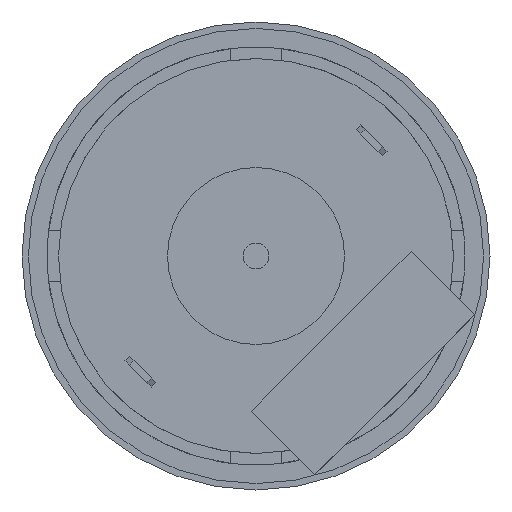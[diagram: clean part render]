
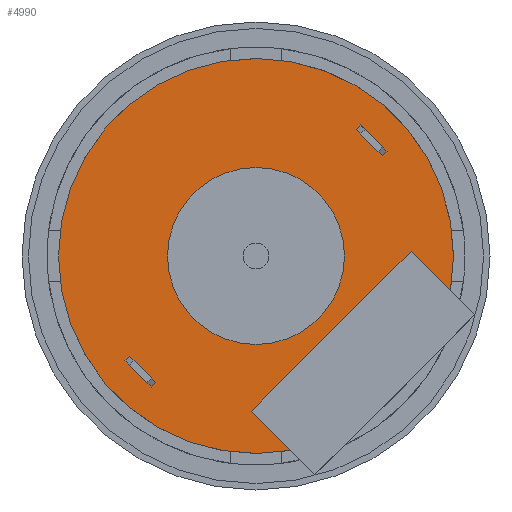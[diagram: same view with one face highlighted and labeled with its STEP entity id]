
A CAD part, front view. The second image highlights one B-rep face of the part: STEP entity #4990.
In plain terms, the highlighted planar face has unit normal (0, -1, 0).
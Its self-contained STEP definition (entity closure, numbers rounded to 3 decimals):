
#1040=CARTESIAN_POINT('',(8.491,-48.6,9.187));
#1041=VERTEX_POINT('',#1040);
#1049=CARTESIAN_POINT('',(9.187,-48.6,8.491));
#1050=VERTEX_POINT('',#1049);
#1066=CARTESIAN_POINT('',(9.541,-48.6,8.844));
#1067=VERTEX_POINT('',#1066);
#1075=CARTESIAN_POINT('',(8.844,-48.6,9.541));
#1076=VERTEX_POINT('',#1075);
#1196=CARTESIAN_POINT('',(-9.541,-48.6,-8.844));
#1197=VERTEX_POINT('',#1196);
#1205=CARTESIAN_POINT('',(-8.844,-48.6,-9.541));
#1206=VERTEX_POINT('',#1205);
#1222=CARTESIAN_POINT('',(-8.491,-48.6,-9.187));
#1223=VERTEX_POINT('',#1222);
#1231=CARTESIAN_POINT('',(-9.187,-48.6,-8.491));
#1232=VERTEX_POINT('',#1231);
#2412=CARTESIAN_POINT('',(9.864,-48.6,7.814));
#2413=VERTEX_POINT('',#2412);
#2420=CARTESIAN_POINT('',(10.218,-48.6,8.167));
#2421=VERTEX_POINT('',#2420);
#2422=CARTESIAN_POINT('',(10.218,-48.6,8.167));
#2423=DIRECTION('',(-0.707,0.,-0.707));
#2424=VECTOR('',#2423,0.5);
#2425=LINE('',#2422,#2424);
#2426=EDGE_CURVE('',#2421,#2413,#2425,.T.);
#2445=CARTESIAN_POINT('',(7.814,-48.6,9.864));
#2446=VERTEX_POINT('',#2445);
#2453=CARTESIAN_POINT('',(8.491,-48.6,9.187));
#2454=DIRECTION('',(-0.707,0.,0.707));
#2455=VECTOR('',#2454,0.958);
#2456=LINE('',#2453,#2455);
#2457=EDGE_CURVE('',#1041,#2446,#2456,.T.);
#2464=CARTESIAN_POINT('',(9.864,-48.6,7.814));
#2465=DIRECTION('',(-0.707,0.,0.707));
#2466=VECTOR('',#2465,0.958);
#2467=LINE('',#2464,#2466);
#2468=EDGE_CURVE('',#2413,#1050,#2467,.T.);
#2480=CARTESIAN_POINT('',(8.167,-48.6,10.218));
#2481=VERTEX_POINT('',#2480);
#2488=CARTESIAN_POINT('',(7.814,-48.6,9.864));
#2489=DIRECTION('',(0.707,0.,0.707));
#2490=VECTOR('',#2489,0.5);
#2491=LINE('',#2488,#2490);
#2492=EDGE_CURVE('',#2446,#2481,#2491,.T.);
#2507=CARTESIAN_POINT('',(9.541,-48.6,8.844));
#2508=DIRECTION('',(0.707,0.,-0.707));
#2509=VECTOR('',#2508,0.958);
#2510=LINE('',#2507,#2509);
#2511=EDGE_CURVE('',#1067,#2421,#2510,.T.);
#2518=CARTESIAN_POINT('',(8.167,-48.6,10.218));
#2519=DIRECTION('',(0.707,0.,-0.707));
#2520=VECTOR('',#2519,0.958);
#2521=LINE('',#2518,#2520);
#2522=EDGE_CURVE('',#2481,#1076,#2521,.T.);
#2534=CARTESIAN_POINT('',(-8.167,-48.6,-10.218));
#2535=VERTEX_POINT('',#2534);
#2542=CARTESIAN_POINT('',(-7.814,-48.6,-9.864));
#2543=VERTEX_POINT('',#2542);
#2544=CARTESIAN_POINT('',(-7.814,-48.6,-9.864));
#2545=DIRECTION('',(-0.707,0.,-0.707));
#2546=VECTOR('',#2545,0.5);
#2547=LINE('',#2544,#2546);
#2548=EDGE_CURVE('',#2543,#2535,#2547,.T.);
#2567=CARTESIAN_POINT('',(-10.218,-48.6,-8.167));
#2568=VERTEX_POINT('',#2567);
#2575=CARTESIAN_POINT('',(-9.541,-48.6,-8.844));
#2576=DIRECTION('',(-0.707,0.,0.707));
#2577=VECTOR('',#2576,0.958);
#2578=LINE('',#2575,#2577);
#2579=EDGE_CURVE('',#1197,#2568,#2578,.T.);
#2586=CARTESIAN_POINT('',(-8.167,-48.6,-10.218));
#2587=DIRECTION('',(-0.707,0.,0.707));
#2588=VECTOR('',#2587,0.958);
#2589=LINE('',#2586,#2588);
#2590=EDGE_CURVE('',#2535,#1206,#2589,.T.);
#2602=CARTESIAN_POINT('',(-9.864,-48.6,-7.814));
#2603=VERTEX_POINT('',#2602);
#2610=CARTESIAN_POINT('',(-10.218,-48.6,-8.167));
#2611=DIRECTION('',(0.707,0.,0.707));
#2612=VECTOR('',#2611,0.5);
#2613=LINE('',#2610,#2612);
#2614=EDGE_CURVE('',#2568,#2603,#2613,.T.);
#2629=CARTESIAN_POINT('',(-7.814,-48.6,-9.864));
#2630=DIRECTION('',(-0.707,0.,0.707));
#2631=VECTOR('',#2630,0.958);
#2632=LINE('',#2629,#2631);
#2633=EDGE_CURVE('',#2543,#1223,#2632,.T.);
#2640=CARTESIAN_POINT('',(-9.187,-48.6,-8.491));
#2641=DIRECTION('',(-0.707,0.,0.707));
#2642=VECTOR('',#2641,0.958);
#2643=LINE('',#2640,#2642);
#2644=EDGE_CURVE('',#1232,#2603,#2643,.T.);
#4811=CARTESIAN_POINT('',(-15.4,-48.6,0.));
#4812=VERTEX_POINT('',#4811);
#4819=CARTESIAN_POINT('',(15.159,-48.6,-2.714));
#4820=VERTEX_POINT('',#4819);
#4821=CARTESIAN_POINT('',(0.,-48.6,0.));
#4822=DIRECTION('',(0.984,0.,-0.176));
#4823=DIRECTION('',(0.,-1.,0.));
#4824=AXIS2_PLACEMENT_3D('',#4821,#4823,#4822);
#4825=CIRCLE('',#4824,15.4);
#4826=EDGE_CURVE('',#4820,#4812,#4825,.T.);
#4846=CARTESIAN_POINT('',(2.714,-48.6,-15.159));
#4847=VERTEX_POINT('',#4846);
#4855=CARTESIAN_POINT('',(0.,-48.6,0.));
#4856=DIRECTION('',(-1.,0.,0.));
#4857=DIRECTION('',(0.,-1.,0.));
#4858=AXIS2_PLACEMENT_3D('',#4855,#4857,#4856);
#4859=CIRCLE('',#4858,15.4);
#4860=EDGE_CURVE('',#4812,#4847,#4859,.T.);
#4872=CARTESIAN_POINT('',(-4.26,-48.6,0.));
#4873=VERTEX_POINT('',#4872);
#4880=CARTESIAN_POINT('',(0.,-48.6,0.));
#4881=DIRECTION('',(-1.,-0.,0.));
#4882=DIRECTION('',(0.,1.,0.));
#4883=AXIS2_PLACEMENT_3D('',#4880,#4882,#4881);
#4884=CIRCLE('',#4883,4.26);
#4885=EDGE_CURVE('',#4873,#4873,#4884,.T.);
#4916=CARTESIAN_POINT('',(0.832,-48.6,4.136));
#4917=DIRECTION('',(-1.,0.,0.));
#4918=DIRECTION('',(0.,-1.,0.));
#4919=AXIS2_PLACEMENT_3D('',#4916,#4918,#4917);
#4920=PLANE('',#4919);
#4921=ORIENTED_EDGE('',*,*,#4860,.T.);
#4922=CARTESIAN_POINT('',(-0.354,-48.6,-12.092));
#4923=VERTEX_POINT('',#4922);
#4924=CARTESIAN_POINT('',(-0.354,-48.6,-12.092));
#4925=DIRECTION('',(0.707,0.,-0.707));
#4926=VECTOR('',#4925,4.338);
#4927=LINE('',#4924,#4926);
#4928=EDGE_CURVE('',#4923,#4847,#4927,.T.);
#4929=ORIENTED_EDGE('',*,*,#4928,.F.);
#4930=CARTESIAN_POINT('',(12.092,-48.6,0.354));
#4931=VERTEX_POINT('',#4930);
#4932=CARTESIAN_POINT('',(12.092,-48.6,0.354));
#4933=DIRECTION('',(-0.707,0.,-0.707));
#4934=VECTOR('',#4933,17.6);
#4935=LINE('',#4932,#4934);
#4936=EDGE_CURVE('',#4931,#4923,#4935,.T.);
#4937=ORIENTED_EDGE('',*,*,#4936,.F.);
#4938=CARTESIAN_POINT('',(15.159,-48.6,-2.714));
#4939=DIRECTION('',(-0.707,0.,0.707));
#4940=VECTOR('',#4939,4.338);
#4941=LINE('',#4938,#4940);
#4942=EDGE_CURVE('',#4820,#4931,#4941,.T.);
#4943=ORIENTED_EDGE('',*,*,#4942,.F.);
#4944=ORIENTED_EDGE('',*,*,#4826,.T.);
#4945=EDGE_LOOP('',(#4921,#4929,#4937,#4943,#4944));
#4946=FACE_OUTER_BOUND('',#4945,.T.);
#4947=ORIENTED_EDGE('',*,*,#2548,.T.);
#4948=ORIENTED_EDGE('',*,*,#2590,.T.);
#4949=CARTESIAN_POINT('',(-8.844,-48.6,-9.541));
#4950=DIRECTION('',(-0.707,0.,0.707));
#4951=VECTOR('',#4950,0.985);
#4952=LINE('',#4949,#4951);
#4953=EDGE_CURVE('',#1206,#1197,#4952,.T.);
#4954=ORIENTED_EDGE('',*,*,#4953,.T.);
#4955=ORIENTED_EDGE('',*,*,#2579,.T.);
#4956=ORIENTED_EDGE('',*,*,#2614,.T.);
#4957=ORIENTED_EDGE('',*,*,#2644,.F.);
#4958=CARTESIAN_POINT('',(-8.491,-48.6,-9.187));
#4959=DIRECTION('',(-0.707,0.,0.707));
#4960=VECTOR('',#4959,0.985);
#4961=LINE('',#4958,#4960);
#4962=EDGE_CURVE('',#1223,#1232,#4961,.T.);
#4963=ORIENTED_EDGE('',*,*,#4962,.F.);
#4964=ORIENTED_EDGE('',*,*,#2633,.F.);
#4965=EDGE_LOOP('',(#4947,#4948,#4954,#4955,#4956,#4957,#4963,#4964));
#4966=FACE_BOUND('',#4965,.T.);
#4967=ORIENTED_EDGE('',*,*,#4885,.T.);
#4968=EDGE_LOOP('',(#4967));
#4969=FACE_BOUND('',#4968,.T.);
#4970=ORIENTED_EDGE('',*,*,#2426,.T.);
#4971=ORIENTED_EDGE('',*,*,#2468,.T.);
#4972=CARTESIAN_POINT('',(9.187,-48.6,8.491));
#4973=DIRECTION('',(-0.707,0.,0.707));
#4974=VECTOR('',#4973,0.985);
#4975=LINE('',#4972,#4974);
#4976=EDGE_CURVE('',#1050,#1041,#4975,.T.);
#4977=ORIENTED_EDGE('',*,*,#4976,.T.);
#4978=ORIENTED_EDGE('',*,*,#2457,.T.);
#4979=ORIENTED_EDGE('',*,*,#2492,.T.);
#4980=ORIENTED_EDGE('',*,*,#2522,.T.);
#4981=CARTESIAN_POINT('',(8.844,-48.6,9.541));
#4982=DIRECTION('',(0.707,0.,-0.707));
#4983=VECTOR('',#4982,0.985);
#4984=LINE('',#4981,#4983);
#4985=EDGE_CURVE('',#1076,#1067,#4984,.T.);
#4986=ORIENTED_EDGE('',*,*,#4985,.T.);
#4987=ORIENTED_EDGE('',*,*,#2511,.T.);
#4988=EDGE_LOOP('',(#4970,#4971,#4977,#4978,#4979,#4980,#4986,#4987));
#4989=FACE_BOUND('',#4988,.T.);
#4990=ADVANCED_FACE('',(#4946,#4966,#4969,#4989),#4920,.T.);
